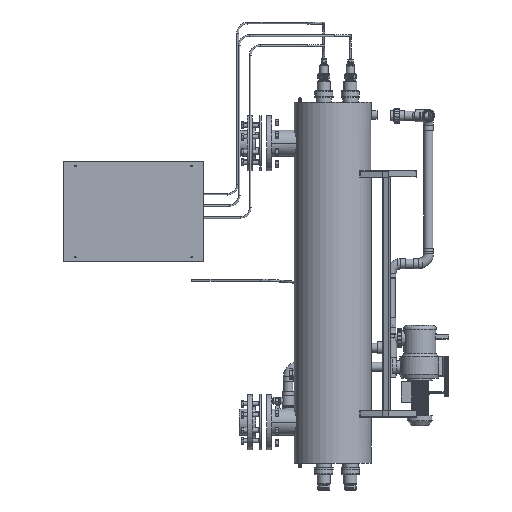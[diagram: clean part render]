
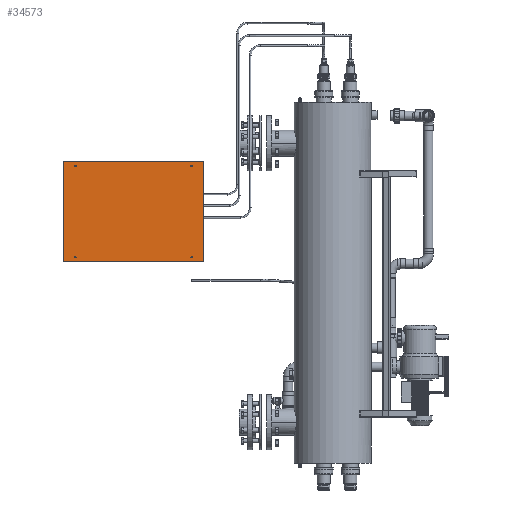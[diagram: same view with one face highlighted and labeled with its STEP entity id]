
A CAD part, left-side view. The second image highlights one B-rep face of the part: STEP entity #34573.
In plain terms, the highlighted planar face has unit normal (-1, 0, 0).
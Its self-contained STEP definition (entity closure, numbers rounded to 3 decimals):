
#202 = VERTEX_POINT ( 'NONE', #60595 ) ;
#663 = LINE ( 'NONE', #13924, #57485 ) ;
#3338 = LINE ( 'NONE', #60533, #29761 ) ;
#3915 = VERTEX_POINT ( 'NONE', #6168 ) ;
#4127 = CARTESIAN_POINT ( 'NONE',  ( 628.71, 2072.252, 1386.767 ) ) ;
#5546 = VERTEX_POINT ( 'NONE', #23011 ) ;
#5548 = LINE ( 'NONE', #28333, #10550 ) ;
#5591 = DIRECTION ( 'NONE',  ( -1., 0., 0. ) ) ;
#6168 = CARTESIAN_POINT ( 'NONE',  ( 628.71, 2072.252, 986.767 ) ) ;
#6390 = AXIS2_PLACEMENT_3D ( 'NONE', #24514, #43234, #19898 ) ;
#6603 = EDGE_CURVE ( 'NONE', #202, #5546, #9060, .T. ) ;
#8504 = DIRECTION ( 'NONE',  ( 0., 0., 1. ) ) ;
#9029 = DIRECTION ( 'NONE',  ( 0., 0., 1. ) ) ;
#9060 = LINE ( 'NONE', #14304, #16509 ) ;
#9248 = ORIENTED_EDGE ( 'NONE', *, *, #59547, .F. ) ;
#9954 = DIRECTION ( 'NONE',  ( -1., 0., 0. ) ) ;
#10188 = EDGE_CURVE ( 'NONE', #26646, #26646, #48623, .T. ) ;
#10550 = VECTOR ( 'NONE', #52001, 1000. ) ;
#10933 = ORIENTED_EDGE ( 'NONE', *, *, #45514, .F. ) ;
#11190 = VERTEX_POINT ( 'NONE', #34528 ) ;
#11937 = DIRECTION ( 'NONE',  ( -1., 0., 0. ) ) ;
#13155 = FACE_BOUND ( 'NONE', #18044, .T. ) ;
#13368 = EDGE_LOOP ( 'NONE', ( #59168, #29415, #46385, #18954 ) ) ;
#13924 = CARTESIAN_POINT ( 'NONE',  ( 628.71, 2072.252, 1386.767 ) ) ;
#14304 = CARTESIAN_POINT ( 'NONE',  ( 628.71, 1512.252, 1386.767 ) ) ;
#15100 = VERTEX_POINT ( 'NONE', #4127 ) ;
#16292 = EDGE_LOOP ( 'NONE', ( #36268 ) ) ;
#16509 = VECTOR ( 'NONE', #42233, 1000. ) ;
#18044 = EDGE_LOOP ( 'NONE', ( #10933 ) ) ;
#18747 = AXIS2_PLACEMENT_3D ( 'NONE', #59497, #9954, #9029 ) ;
#18933 = CIRCLE ( 'NONE', #43469, 3. ) ;
#18954 = ORIENTED_EDGE ( 'NONE', *, *, #29602, .F. ) ;
#19898 = DIRECTION ( 'NONE',  ( 0., 0., 1. ) ) ;
#21234 = AXIS2_PLACEMENT_3D ( 'NONE', #45455, #31359, #31655 ) ;
#23011 = CARTESIAN_POINT ( 'NONE',  ( 628.71, 1512.252, 986.767 ) ) ;
#24514 = CARTESIAN_POINT ( 'NONE',  ( 628.71, 2023.752, 1368.267 ) ) ;
#26646 = VERTEX_POINT ( 'NONE', #35571 ) ;
#28015 = CARTESIAN_POINT ( 'NONE',  ( 628.71, 2023.752, 1008.267 ) ) ;
#28333 = CARTESIAN_POINT ( 'NONE',  ( 628.71, 1512.252, 986.767 ) ) ;
#29415 = ORIENTED_EDGE ( 'NONE', *, *, #6603, .F. ) ;
#29602 = EDGE_CURVE ( 'NONE', #3915, #15100, #663, .T. ) ;
#29761 = VECTOR ( 'NONE', #59925, 1000. ) ;
#29940 = EDGE_LOOP ( 'NONE', ( #9248 ) ) ;
#31359 = DIRECTION ( 'NONE',  ( -1., 0., 0. ) ) ;
#31587 = PLANE ( 'NONE',  #52180 ) ;
#31655 = DIRECTION ( 'NONE',  ( 0., 0., 1. ) ) ;
#34528 = CARTESIAN_POINT ( 'NONE',  ( 628.71, 1560.752, 1371.267 ) ) ;
#34573 = ADVANCED_FACE ( 'NONE', ( #54629, #13155, #35887, #40776, #50629 ), #31587, .T. ) ;
#34725 = ORIENTED_EDGE ( 'NONE', *, *, #10188, .F. ) ;
#35571 = CARTESIAN_POINT ( 'NONE',  ( 628.71, 2023.752, 1371.267 ) ) ;
#35887 = FACE_OUTER_BOUND ( 'NONE', #13368, .T. ) ;
#36268 = ORIENTED_EDGE ( 'NONE', *, *, #60121, .F. ) ;
#40776 = FACE_BOUND ( 'NONE', #29940, .T. ) ;
#42156 = DIRECTION ( 'NONE',  ( 0., 0., 1. ) ) ;
#42233 = DIRECTION ( 'NONE',  ( 0., 0., -1. ) ) ;
#42414 = EDGE_LOOP ( 'NONE', ( #34725 ) ) ;
#42803 = DIRECTION ( 'NONE',  ( 0., 0., 1. ) ) ;
#43234 = DIRECTION ( 'NONE',  ( -1., 0., 0. ) ) ;
#43469 = AXIS2_PLACEMENT_3D ( 'NONE', #48014, #5591, #42803 ) ;
#44318 = VERTEX_POINT ( 'NONE', #48957 ) ;
#44770 = CARTESIAN_POINT ( 'NONE',  ( 628.71, 1792.252, 1186.767 ) ) ;
#45455 = CARTESIAN_POINT ( 'NONE',  ( 628.71, 1560.752, 1005.267 ) ) ;
#45514 = EDGE_CURVE ( 'NONE', #51382, #51382, #18933, .T. ) ;
#46385 = ORIENTED_EDGE ( 'NONE', *, *, #58583, .F. ) ;
#47730 = CIRCLE ( 'NONE', #21234, 3. ) ;
#48014 = CARTESIAN_POINT ( 'NONE',  ( 628.71, 2023.752, 1005.267 ) ) ;
#48623 = CIRCLE ( 'NONE', #6390, 3. ) ;
#48957 = CARTESIAN_POINT ( 'NONE',  ( 628.71, 1560.752, 1008.267 ) ) ;
#49442 = EDGE_CURVE ( 'NONE', #5546, #3915, #5548, .T. ) ;
#50157 = CIRCLE ( 'NONE', #18747, 3. ) ;
#50629 = FACE_BOUND ( 'NONE', #16292, .T. ) ;
#51382 = VERTEX_POINT ( 'NONE', #28015 ) ;
#52001 = DIRECTION ( 'NONE',  ( 0., 1., 0. ) ) ;
#52180 = AXIS2_PLACEMENT_3D ( 'NONE', #44770, #11937, #8504 ) ;
#54629 = FACE_BOUND ( 'NONE', #42414, .T. ) ;
#57485 = VECTOR ( 'NONE', #42156, 1000. ) ;
#58583 = EDGE_CURVE ( 'NONE', #15100, #202, #3338, .T. ) ;
#59168 = ORIENTED_EDGE ( 'NONE', *, *, #49442, .F. ) ;
#59497 = CARTESIAN_POINT ( 'NONE',  ( 628.71, 1560.752, 1368.267 ) ) ;
#59547 = EDGE_CURVE ( 'NONE', #44318, #44318, #47730, .T. ) ;
#59925 = DIRECTION ( 'NONE',  ( 0., -1., 0. ) ) ;
#60121 = EDGE_CURVE ( 'NONE', #11190, #11190, #50157, .T. ) ;
#60533 = CARTESIAN_POINT ( 'NONE',  ( 628.71, 1512.252, 1386.767 ) ) ;
#60595 = CARTESIAN_POINT ( 'NONE',  ( 628.71, 1512.252, 1386.767 ) ) ;
